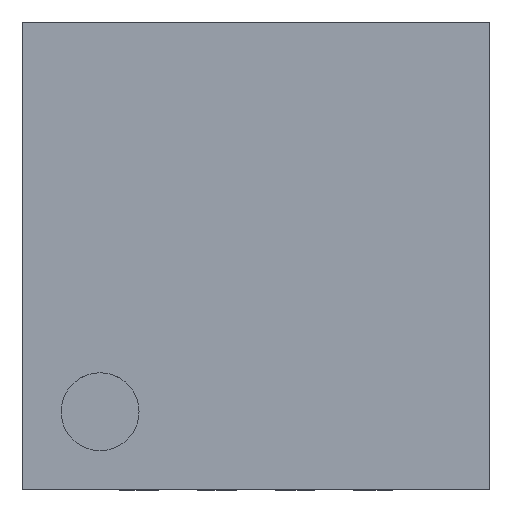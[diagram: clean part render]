
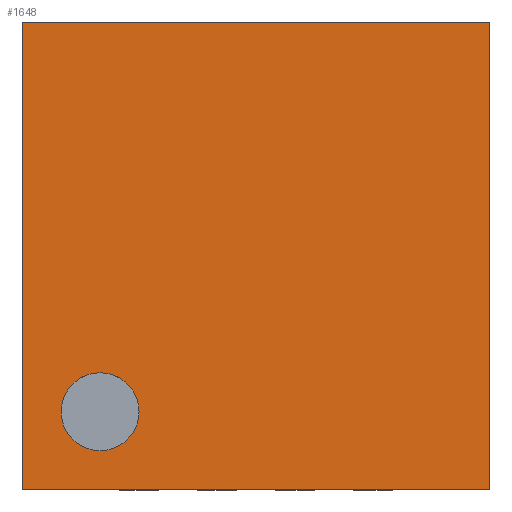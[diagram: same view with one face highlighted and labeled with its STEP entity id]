
A CAD part, top view. The second image highlights one B-rep face of the part: STEP entity #1648.
In plain terms, the highlighted planar face has unit normal (0, 0, 1).
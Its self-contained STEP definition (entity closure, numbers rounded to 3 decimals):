
#31=FACE_BOUND('',#280,.T.);
#38=PLANE('',#1792);
#168=FACE_OUTER_BOUND('',#279,.T.);
#279=EDGE_LOOP('',(#1221,#1222,#1223,#1224));
#280=EDGE_LOOP('',(#1225));
#390=LINE('',#2365,#610);
#393=LINE('',#2370,#613);
#394=LINE('',#2373,#614);
#396=LINE('',#2376,#616);
#610=VECTOR('',#1916,10.);
#613=VECTOR('',#1921,10.);
#614=VECTOR('',#1924,10.);
#616=VECTOR('',#1928,10.);
#824=CIRCLE('',#1784,0.25);
#826=VERTEX_POINT('',#2346);
#832=VERTEX_POINT('',#2362);
#833=VERTEX_POINT('',#2364);
#834=VERTEX_POINT('',#2368);
#835=VERTEX_POINT('',#2372);
#974=EDGE_CURVE('',#826,#826,#824,.T.);
#982=EDGE_CURVE('',#833,#832,#390,.T.);
#985=EDGE_CURVE('',#832,#834,#393,.T.);
#986=EDGE_CURVE('',#835,#833,#394,.T.);
#988=EDGE_CURVE('',#834,#835,#396,.T.);
#1221=ORIENTED_EDGE('',*,*,#985,.T.);
#1222=ORIENTED_EDGE('',*,*,#988,.T.);
#1223=ORIENTED_EDGE('',*,*,#986,.T.);
#1224=ORIENTED_EDGE('',*,*,#982,.T.);
#1225=ORIENTED_EDGE('',*,*,#974,.T.);
#1648=ADVANCED_FACE('',(#168,#31),#38,.T.);
#1784=AXIS2_PLACEMENT_3D('',#2347,#1900,#1901);
#1792=AXIS2_PLACEMENT_3D('',#2377,#1929,#1930);
#1900=DIRECTION('center_axis',(0.,0.,-1.));
#1901=DIRECTION('ref_axis',(-1.,0.,0.));
#1916=DIRECTION('',(0.,-1.,0.));
#1921=DIRECTION('',(1.,0.,0.));
#1924=DIRECTION('',(-1.,0.,0.));
#1928=DIRECTION('',(0.,1.,0.));
#1929=DIRECTION('center_axis',(0.,0.,1.));
#1930=DIRECTION('ref_axis',(1.,0.,0.));
#2346=CARTESIAN_POINT('',(-0.75,-1.,0.75));
#2347=CARTESIAN_POINT('Origin',(-1.,-1.,0.75));
#2362=CARTESIAN_POINT('',(-1.5,-1.5,0.75));
#2364=CARTESIAN_POINT('',(-1.5,1.5,0.75));
#2365=CARTESIAN_POINT('',(-1.5,-1.5,0.75));
#2368=CARTESIAN_POINT('',(1.5,-1.5,0.75));
#2370=CARTESIAN_POINT('',(1.5,-1.5,0.75));
#2372=CARTESIAN_POINT('',(1.5,1.5,0.75));
#2373=CARTESIAN_POINT('',(-1.5,1.5,0.75));
#2376=CARTESIAN_POINT('',(1.5,1.5,0.75));
#2377=CARTESIAN_POINT('Origin',(0.,0.,0.75));
